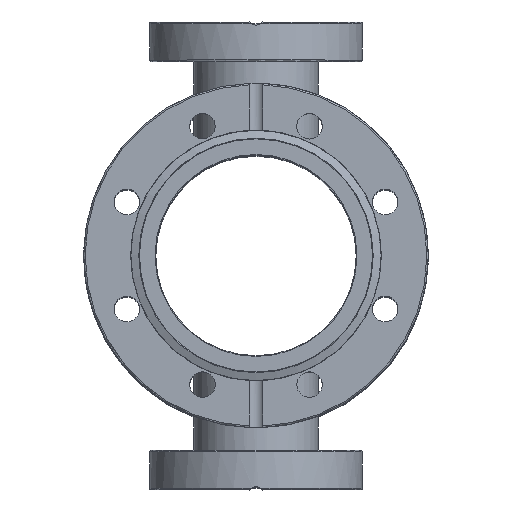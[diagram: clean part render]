
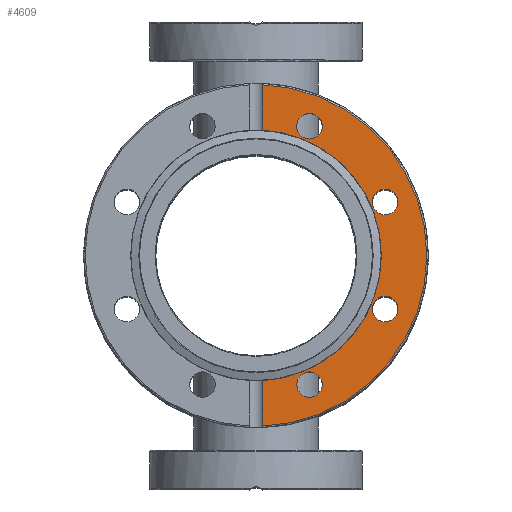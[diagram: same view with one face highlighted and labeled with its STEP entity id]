
A CAD part, top view. The second image highlights one B-rep face of the part: STEP entity #4609.
In plain terms, the highlighted face is planar.
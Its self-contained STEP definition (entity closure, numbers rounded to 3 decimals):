
#4254=CARTESIAN_POINT('',(41.239,-2.236,0.0));
#4255=VERTEX_POINT('',#4254);
#4281=CARTESIAN_POINT('',(-41.239,-2.236,0.0));
#4282=VERTEX_POINT('',#4281);
#4283=CARTESIAN_POINT('',(0.0,0.0,0.0));
#4284=DIRECTION('',(0.0,0.0,1.0));
#4285=DIRECTION('',(-1.0,0.0,0.0));
#4286=AXIS2_PLACEMENT_3D('',#4283,#4284,#4285);
#4287=CIRCLE('',#4286,41.3);
#4288=EDGE_CURVE('',#4282,#4255,#4287,.T.);
#4337=CARTESIAN_POINT('',(-56.206,-2.236,0.0));
#4338=VERTEX_POINT('',#4337);
#4399=CARTESIAN_POINT('',(-56.206,-2.236,0.0));
#4400=DIRECTION('',(1.0,0.0,0.0));
#4401=VECTOR('',#4400,14.966);
#4402=LINE('',#4399,#4401);
#4403=EDGE_CURVE('',#4338,#4282,#4402,.T.);
#4453=CARTESIAN_POINT('',(56.206,-2.236,0.0));
#4454=VERTEX_POINT('',#4453);
#4470=CARTESIAN_POINT('',(41.239,-2.236,0.0));
#4471=DIRECTION('',(1.0,0.0,0.0));
#4472=VECTOR('',#4471,14.966);
#4473=LINE('',#4470,#4472);
#4474=EDGE_CURVE('',#4255,#4454,#4473,.T.);
#4548=CARTESIAN_POINT('',(0.0,0.0,0.0));
#4549=DIRECTION('',(0.0,0.0,-1.0));
#4550=DIRECTION('',(-1.0,0.0,0.0));
#4551=AXIS2_PLACEMENT_3D('',#4548,#4549,#4550);
#4552=PLANE('',#4551);
#4553=ORIENTED_EDGE('',*,*,#4474,.T.);
#4554=CARTESIAN_POINT('',(0.0,0.0,0.0));
#4555=DIRECTION('',(0.0,0.0,1.0));
#4556=DIRECTION('',(-1.0,0.0,0.0));
#4557=AXIS2_PLACEMENT_3D('',#4554,#4555,#4556);
#4558=CIRCLE('',#4557,56.25);
#4559=EDGE_CURVE('',#4338,#4454,#4558,.T.);
#4560=ORIENTED_EDGE('',*,*,#4559,.F.);
#4561=ORIENTED_EDGE('',*,*,#4403,.T.);
#4562=ORIENTED_EDGE('',*,*,#4288,.T.);
#4563=EDGE_LOOP('',(#4553,#4560,#4561,#4562));
#4564=FACE_OUTER_BOUND('',#4563,.T.);
#4565=CARTESIAN_POINT('',(-42.545,-21.823,0.0));
#4566=VERTEX_POINT('',#4565);
#4567=CARTESIAN_POINT('',(-42.545,-17.623,0.0));
#4568=DIRECTION('',(0.0,0.0,1.0));
#4569=DIRECTION('',(0.0,1.0,0.0));
#4570=AXIS2_PLACEMENT_3D('',#4567,#4568,#4569);
#4571=CIRCLE('',#4570,4.2);
#4572=EDGE_CURVE('',#4566,#4566,#4571,.T.);
#4573=ORIENTED_EDGE('',*,*,#4572,.T.);
#4574=EDGE_LOOP('',(#4573));
#4575=FACE_BOUND('',#4574,.T.);
#4576=CARTESIAN_POINT('',(-14.653,-45.515,0.0));
#4577=VERTEX_POINT('',#4576);
#4578=CARTESIAN_POINT('',(-17.623,-42.545,0.0));
#4579=DIRECTION('',(0.0,0.0,1.0));
#4580=DIRECTION('',(-0.707,0.707,0.0));
#4581=AXIS2_PLACEMENT_3D('',#4578,#4579,#4580);
#4582=CIRCLE('',#4581,4.2);
#4583=EDGE_CURVE('',#4577,#4577,#4582,.T.);
#4584=ORIENTED_EDGE('',*,*,#4583,.T.);
#4585=EDGE_LOOP('',(#4584));
#4586=FACE_BOUND('',#4585,.T.);
#4587=CARTESIAN_POINT('',(21.823,-42.545,0.0));
#4588=VERTEX_POINT('',#4587);
#4589=CARTESIAN_POINT('',(17.623,-42.545,0.0));
#4590=DIRECTION('',(0.0,0.0,1.0));
#4591=DIRECTION('',(-1.0,0.0,0.0));
#4592=AXIS2_PLACEMENT_3D('',#4589,#4590,#4591);
#4593=CIRCLE('',#4592,4.2);
#4594=EDGE_CURVE('',#4588,#4588,#4593,.T.);
#4595=ORIENTED_EDGE('',*,*,#4594,.T.);
#4596=EDGE_LOOP('',(#4595));
#4597=FACE_BOUND('',#4596,.T.);
#4598=CARTESIAN_POINT('',(45.515,-14.653,0.0));
#4599=VERTEX_POINT('',#4598);
#4600=CARTESIAN_POINT('',(42.545,-17.623,0.0));
#4601=DIRECTION('',(0.0,0.0,1.0));
#4602=DIRECTION('',(-0.707,-0.707,0.0));
#4603=AXIS2_PLACEMENT_3D('',#4600,#4601,#4602);
#4604=CIRCLE('',#4603,4.2);
#4605=EDGE_CURVE('',#4599,#4599,#4604,.T.);
#4606=ORIENTED_EDGE('',*,*,#4605,.T.);
#4607=EDGE_LOOP('',(#4606));
#4608=FACE_BOUND('',#4607,.T.);
#4609=ADVANCED_FACE('',(#4564,#4575,#4586,#4597,#4608),#4552,.T.);
